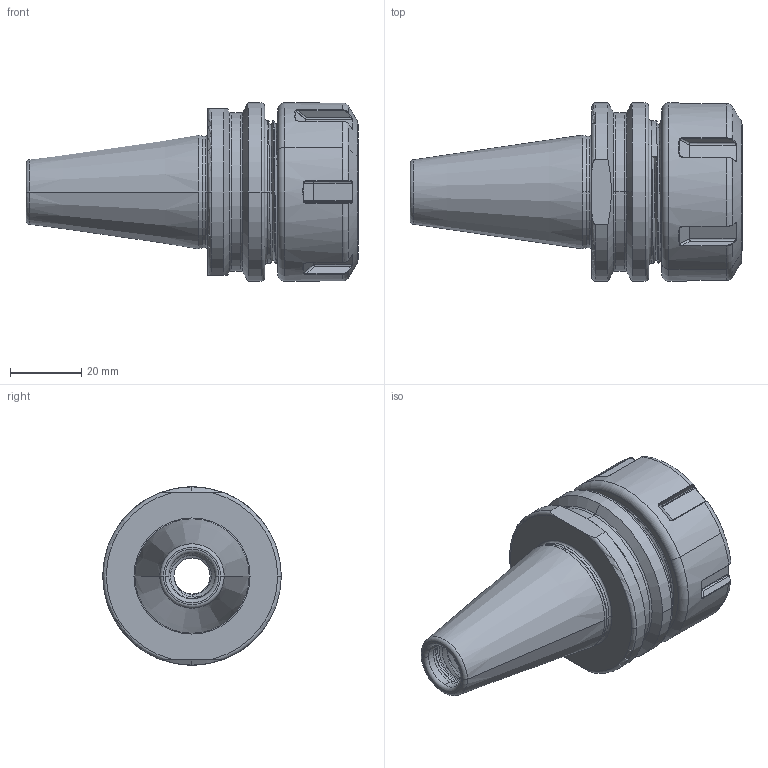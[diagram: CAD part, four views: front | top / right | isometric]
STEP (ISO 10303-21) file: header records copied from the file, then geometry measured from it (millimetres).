
FILE_DESCRIPTION (( 'STEP AP203' ), '1' );
FILE_NAME ('302.62.20.STEP', '2016-11-26T05:57:55', ( '' ), ( '' ), 'SwSTEP 2.0', 'SolidWorks 2012', '' );
FILE_SCHEMA (( 'CONFIG_CONTROL_DESIGN' ));
Length unit declared in the file: millimetre
Products named in the file (3): 2-01.100.0320230C7_ER32螺帽(六溝); 302.62.20
Assembly tree (2 placements, depth 2):
  302.62.20
    302.62.20
    2-01.100.0320230C7_ER32螺帽(六溝)
Bounding box: 93.08 x 50 x 50 mm (x, y, z)
Volume: 65809.8 mm3; surface area: 29261.5 mm2
Topology: 2 solids, 2 shells, 324 faces, 805 edges, 490 vertices
Faces by surface type: cylinder 127, bspline 70, torus 53, plane 52, cone 22
Entity records: 21932 total; most frequent: CARTESIAN_POINT 15054, ORIENTED_EDGE 1610, DIRECTION 1085, EDGE_CURVE 805, VERTEX_POINT 490, AXIS2_PLACEMENT_3D 438, EDGE_LOOP 333, ADVANCED_FACE 324
